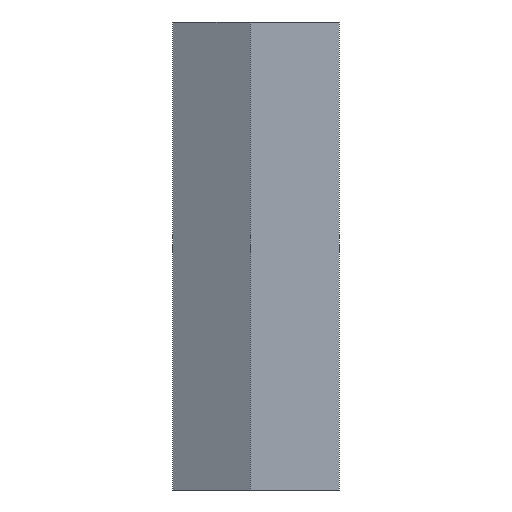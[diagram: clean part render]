
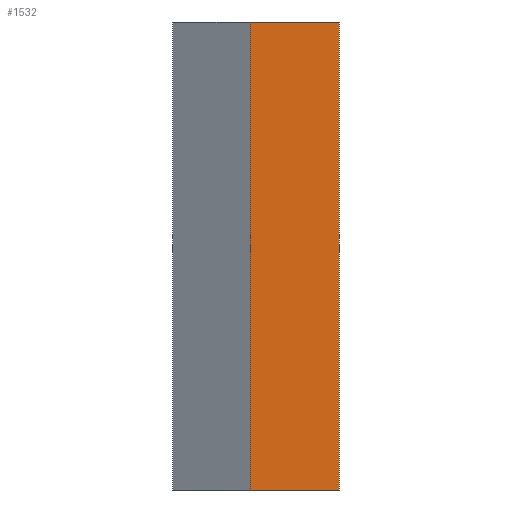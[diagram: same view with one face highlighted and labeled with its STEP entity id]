
A CAD part, left-side view. The second image highlights one B-rep face of the part: STEP entity #1532.
In plain terms, the highlighted planar face has unit normal (-1, 0, 0).
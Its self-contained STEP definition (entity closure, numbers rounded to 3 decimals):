
#1476=CARTESIAN_POINT('',(19.778,16.696,100.0));
#1477=VERTEX_POINT('',#1476);
#1484=CARTESIAN_POINT('',(19.778,16.696,0.0));
#1485=VERTEX_POINT('',#1484);
#1486=CARTESIAN_POINT('',(19.778,16.696,0.0));
#1487=DIRECTION('',(0.0,0.0,1.0));
#1488=VECTOR('',#1487,100.0);
#1489=LINE('',#1486,#1488);
#1490=EDGE_CURVE('',#1485,#1477,#1489,.T.);
#1502=CARTESIAN_POINT('',(19.778,16.696,0.0));
#1503=DIRECTION('',(-1.0,0.0,0.0));
#1504=DIRECTION('',(0.0,0.0,1.0));
#1505=AXIS2_PLACEMENT_3D('',#1502,#1503,#1504);
#1506=PLANE('',#1505);
#1507=CARTESIAN_POINT('',(19.778,35.715,100.0));
#1508=VERTEX_POINT('',#1507);
#1509=CARTESIAN_POINT('',(19.778,16.696,100.0));
#1510=DIRECTION('',(0.0,1.0,0.0));
#1511=VECTOR('',#1510,19.019);
#1512=LINE('',#1509,#1511);
#1513=EDGE_CURVE('',#1477,#1508,#1512,.T.);
#1514=ORIENTED_EDGE('',*,*,#1513,.T.);
#1515=CARTESIAN_POINT('',(19.778,35.715,0.0));
#1516=VERTEX_POINT('',#1515);
#1517=CARTESIAN_POINT('',(19.778,35.715,0.0));
#1518=DIRECTION('',(0.0,0.0,1.0));
#1519=VECTOR('',#1518,100.0);
#1520=LINE('',#1517,#1519);
#1521=EDGE_CURVE('',#1516,#1508,#1520,.T.);
#1522=ORIENTED_EDGE('',*,*,#1521,.F.);
#1523=CARTESIAN_POINT('',(19.778,16.696,0.0));
#1524=DIRECTION('',(0.0,1.0,0.0));
#1525=VECTOR('',#1524,19.019);
#1526=LINE('',#1523,#1525);
#1527=EDGE_CURVE('',#1485,#1516,#1526,.T.);
#1528=ORIENTED_EDGE('',*,*,#1527,.F.);
#1529=ORIENTED_EDGE('',*,*,#1490,.T.);
#1530=EDGE_LOOP('',(#1514,#1522,#1528,#1529));
#1531=FACE_OUTER_BOUND('',#1530,.T.);
#1532=ADVANCED_FACE('',(#1531),#1506,.T.);
